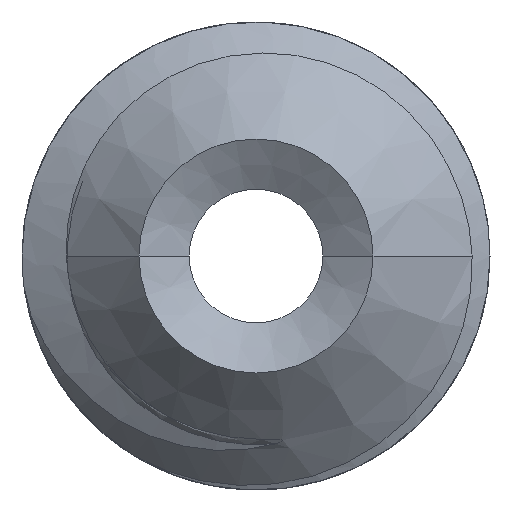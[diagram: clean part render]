
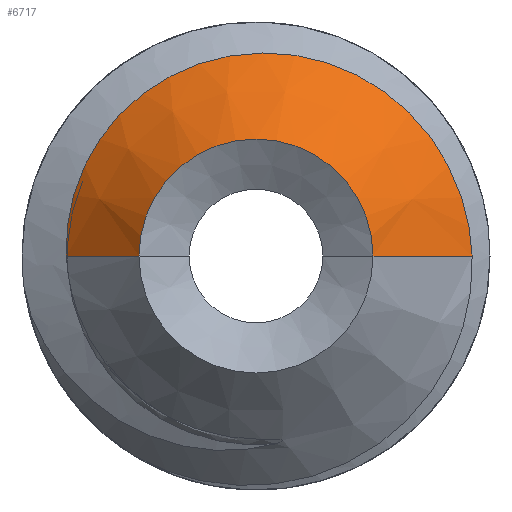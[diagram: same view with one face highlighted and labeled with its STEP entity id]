
A CAD part, left-side view. The second image highlights one B-rep face of the part: STEP entity #6717.
In plain terms, the highlighted conical face has half-angle 45 degrees and reference radius 1.266 mm.
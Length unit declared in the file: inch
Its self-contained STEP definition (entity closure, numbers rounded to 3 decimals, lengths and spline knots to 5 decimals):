
#2809=CARTESIAN_POINT('',(0.02173,0.05673,0.));
#2810=CARTESIAN_POINT('',(0.02188,0.05688,
0.0035));
#2811=CARTESIAN_POINT('',(0.02219,0.05655,
0.01059));
#2812=CARTESIAN_POINT('',(0.02267,0.05401,
0.02118));
#2813=CARTESIAN_POINT('',(0.02314,0.0495,
0.03113));
#2814=CARTESIAN_POINT('',(0.02361,0.04331,
0.03999));
#2815=CARTESIAN_POINT('',(0.02408,0.03535,
0.04778));
#2816=CARTESIAN_POINT('',(0.02456,0.02604,
0.05394));
#2817=CARTESIAN_POINT('',(0.02501,0.01595,
0.05821));
#2818=CARTESIAN_POINT('',(0.02549,0.00493,
0.06064));
#2819=CARTESIAN_POINT('',(0.02596,-0.00652,
0.06097));
#2820=CARTESIAN_POINT('',(0.02642,-0.01774,
0.05916));
#2821=CARTESIAN_POINT('',(0.02688,-0.02837,
0.05539));
#2822=CARTESIAN_POINT('',(0.02735,-0.03831,
0.04963));
#2823=CARTESIAN_POINT('',(0.02781,-0.04696,
0.04221));
#2824=CARTESIAN_POINT('',(0.02826,-0.05418,
0.03333));
#2825=CARTESIAN_POINT('',(0.02873,-0.05982,
0.02302));
#2826=CARTESIAN_POINT('',(0.02919,-0.06349,
0.01168));
#2827=CARTESIAN_POINT('',(0.0295,-0.0645,
0.0039));
#2828=CARTESIAN_POINT('',(0.02965,-0.06465,0.));
#2945=DIRECTION('',(0.707,0.707,0.));
#2946=VECTOR('',#2945,0.03073);
#2947=CARTESIAN_POINT('',(0.,0.035,0.));
#2948=LINE('',#2947,#2946);
#2949=DIRECTION('',(0.707,-0.707,0.));
#2950=VECTOR('',#2949,0.04193);
#2951=CARTESIAN_POINT('',(0.,-0.035,0.));
#2952=LINE('',#2951,#2950);
#2953=CARTESIAN_POINT('',(0.,0.,0.));
#2954=DIRECTION('',(1.,0.,0.));
#2955=DIRECTION('',(0.,1.,0.));
#2956=AXIS2_PLACEMENT_3D('',#2953,#2954,#2955);
#3792=CARTESIAN_POINT('',(0.,0.035,0.));
#3793=CARTESIAN_POINT('',(0.02173,0.05673,0.));
#3794=VERTEX_POINT('',#3792);
#3795=VERTEX_POINT('',#3793);
#3796=CARTESIAN_POINT('',(0.,-0.035,0.));
#3797=CARTESIAN_POINT('',(0.02965,-0.06465,0.));
#3798=VERTEX_POINT('',#3796);
#3799=VERTEX_POINT('',#3797);
#6703=CARTESIAN_POINT('',(0.01483,0.,0.));
#6704=DIRECTION('',(1.,0.,0.));
#6705=DIRECTION('',(0.,-1.,0.));
#6706=AXIS2_PLACEMENT_3D('',#6703,#6704,#6705);
#6707=CONICAL_SURFACE('',#6706,0.04983,45.);
#6709=ORIENTED_EDGE('',*,*,#6708,.T.);
#6710=ORIENTED_EDGE('',*,*,#6687,.T.);
#6712=ORIENTED_EDGE('',*,*,#6711,.F.);
#6714=ORIENTED_EDGE('',*,*,#6713,.F.);
#6715=EDGE_LOOP('',(#6709,#6710,#6712,#6714));
#6716=FACE_OUTER_BOUND('',#6715,.F.);
#2829=B_SPLINE_CURVE_WITH_KNOTS('',3,(#2809,#2810,#2811,#2812,#2813,#2814,#2815,
#2816,#2817,#2818,#2819,#2820,#2821,#2822,#2823,#2824,#2825,#2826,#2827,#2828),
.UNSPECIFIED.,.F.,.F.,(4,1,1,1,1,1,1,1,1,1,1,1,1,1,1,1,1,4),(0.,
0.05882,0.11765,0.17647,0.23529,
0.29412,0.35294,0.41176,0.47059,
0.52941,0.58824,0.64706,0.70588,
0.76471,0.82353,0.88235,0.94118,1.),
.UNSPECIFIED.);
#2957=CIRCLE('',#2956,0.035);
#6687=EDGE_CURVE('',#3795,#3799,#2829,.T.);
#6708=EDGE_CURVE('',#3794,#3795,#2948,.T.);
#6711=EDGE_CURVE('',#3798,#3799,#2952,.T.);
#6713=EDGE_CURVE('',#3794,#3798,#2957,.T.);
#6717=ADVANCED_FACE('',(#6716),#6707,.T.);
